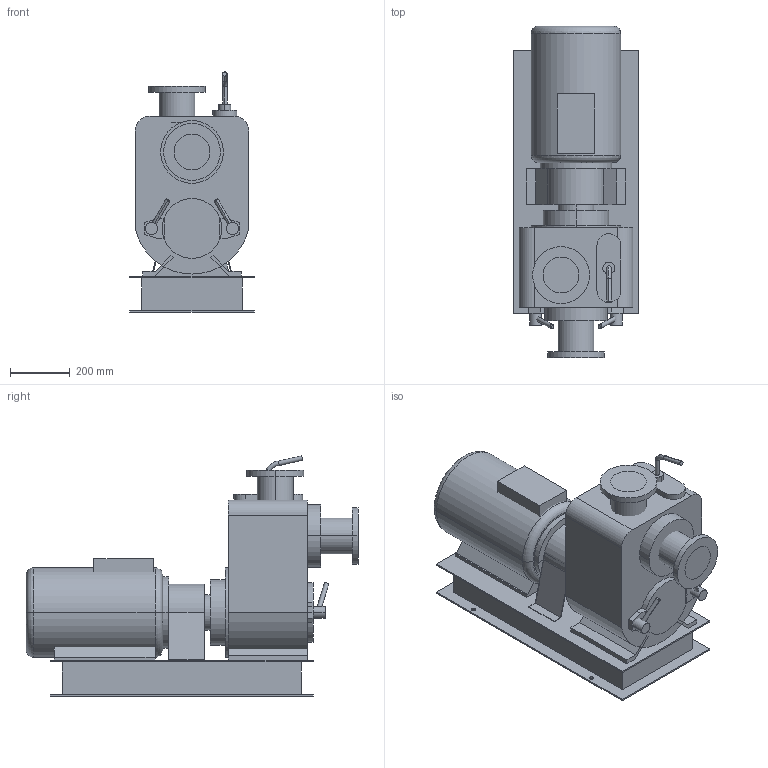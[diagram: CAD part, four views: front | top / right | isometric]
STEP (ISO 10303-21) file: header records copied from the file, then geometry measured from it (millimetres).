
FILE_DESCRIPTION(/* description */ (''),/* implementation_level */ '2;1');
FILE_NAME(/* name */ 'Насос Иртыш НС2 80-230-230-5,5-4-400_Q=30м3-ч.stp',/* time_stamp */ '2024-11-08T10:28:38+03:00',/* author */ ('a.zyazeva'),/* organization */ (''),/* preprocessor_version */ 'ST-DEVELOPER v18.1',/* originating_system */ 'Autodesk Inventor 2022',/* authorisation */ '');
FILE_SCHEMA (('AUTOMOTIVE_DESIGN { 1 0 10303 214 3 1 1 }'));
Length unit declared in the file: millimetre
Products named in the file (1): Насос Иртыш НС2
 80-230-230-5,5-4-400_Q=30м3-ч
Bounding box: 415 x 1111 x 803.86 mm (x, y, z)
Volume: 154080676.4 mm3; surface area: 4492411.2 mm2
Topology: 27 solids, 27 shells, 198 faces, 400 edges, 254 vertices
Faces by surface type: plane 135, cylinder 53, torus 6, cone 4
Entity records: 5698 total; most frequent: CARTESIAN_POINT 1482, DIRECTION 870, ORIENTED_EDGE 792, EDGE_CURVE 396, AXIS2_PLACEMENT_3D 297, LINE 276, VECTOR 276, VERTEX_POINT 254
